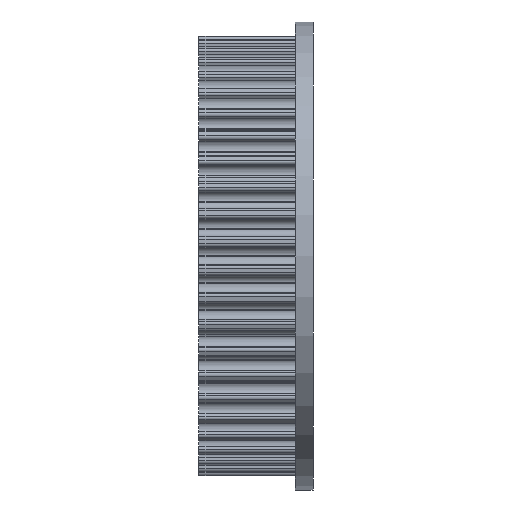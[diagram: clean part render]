
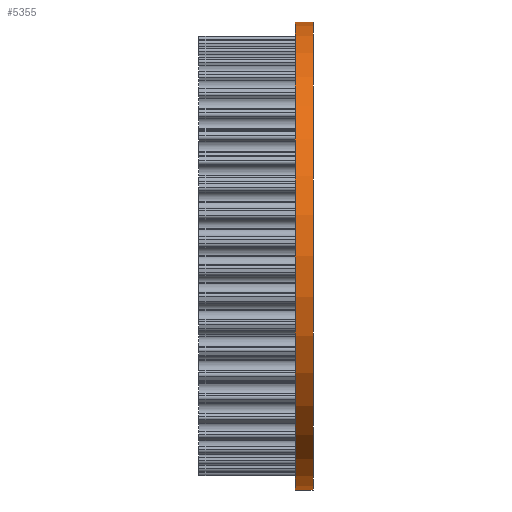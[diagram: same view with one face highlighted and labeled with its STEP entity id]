
A CAD part, front view. The second image highlights one B-rep face of the part: STEP entity #5355.
In plain terms, the highlighted cylindrical face has radius 40 mm (diameter 80 mm), a partial arc.
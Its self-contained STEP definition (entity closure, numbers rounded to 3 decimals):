
#80 = EDGE_CURVE ( 'NONE', #468, #484, #7947, .T. ) ;
#282 = EDGE_LOOP ( 'NONE', ( #4103, #862, #18870, #8444 ) ) ;
#379 = DIRECTION ( 'NONE',  ( 0., 0., -1. ) ) ;
#405 = DIRECTION ( 'NONE',  ( -1., 0., 0. ) ) ;
#468 = VERTEX_POINT ( 'NONE', #6827 ) ;
#484 = VERTEX_POINT ( 'NONE', #620 ) ;
#620 = CARTESIAN_POINT ( 'NONE',  ( 35.824, 53.54, 12.213 ) ) ;
#849 = EDGE_CURVE ( 'NONE', #4134, #484, #16756, .T. ) ;
#862 = ORIENTED_EDGE ( 'NONE', *, *, #3434, .F. ) ;
#1258 = DIRECTION ( 'NONE',  ( 1., 0., 0. ) ) ;
#1682 = CARTESIAN_POINT ( 'NONE',  ( 38.824, 53.54, 92.213 ) ) ;
#2030 = CARTESIAN_POINT ( 'NONE',  ( 38.824, 53.54, 12.213 ) ) ;
#2478 = CIRCLE ( 'NONE', #11521, 40. ) ;
#2744 = VERTEX_POINT ( 'NONE', #6643 ) ;
#3217 = DIRECTION ( 'NONE',  ( 0., 0., -1. ) ) ;
#3434 = EDGE_CURVE ( 'NONE', #2744, #468, #2478, .T. ) ;
#3756 = DIRECTION ( 'NONE',  ( -1., 0., 0. ) ) ;
#3963 = EDGE_CURVE ( 'NONE', #2744, #4134, #13738, .T. ) ;
#4103 = ORIENTED_EDGE ( 'NONE', *, *, #80, .F. ) ;
#4134 = VERTEX_POINT ( 'NONE', #12467 ) ;
#5355 = ADVANCED_FACE ( 'NONE', ( #5436 ), #18887, .T. ) ;
#5436 = FACE_OUTER_BOUND ( 'NONE', #282, .T. ) ;
#5883 = CARTESIAN_POINT ( 'NONE',  ( 35.824, 53.54, 52.213 ) ) ;
#6643 = CARTESIAN_POINT ( 'NONE',  ( 38.824, 53.54, 92.213 ) ) ;
#6827 = CARTESIAN_POINT ( 'NONE',  ( 38.824, 53.54, 12.213 ) ) ;
#7759 = CARTESIAN_POINT ( 'NONE',  ( 38.824, 53.54, 52.213 ) ) ;
#7947 = LINE ( 'NONE', #2030, #16417 ) ;
#8444 = ORIENTED_EDGE ( 'NONE', *, *, #849, .T. ) ;
#9038 = VECTOR ( 'NONE', #405, 1000. ) ;
#10802 = AXIS2_PLACEMENT_3D ( 'NONE', #5883, #1258, #3217 ) ;
#11177 = DIRECTION ( 'NONE',  ( 1., 0., 0. ) ) ;
#11521 = AXIS2_PLACEMENT_3D ( 'NONE', #16859, #11177, #379 ) ;
#12467 = CARTESIAN_POINT ( 'NONE',  ( 35.824, 53.54, 92.213 ) ) ;
#13738 = LINE ( 'NONE', #1682, #9038 ) ;
#15059 = AXIS2_PLACEMENT_3D ( 'NONE', #7759, #3756, #18403 ) ;
#16417 = VECTOR ( 'NONE', #18121, 1000. ) ;
#16756 = CIRCLE ( 'NONE', #10802, 40. ) ;
#16859 = CARTESIAN_POINT ( 'NONE',  ( 38.824, 53.54, 52.213 ) ) ;
#18121 = DIRECTION ( 'NONE',  ( -1., 0., 0. ) ) ;
#18403 = DIRECTION ( 'NONE',  ( 0., 0., 1. ) ) ;
#18870 = ORIENTED_EDGE ( 'NONE', *, *, #3963, .T. ) ;
#18887 = CYLINDRICAL_SURFACE ( 'NONE', #15059, 40. ) ;
